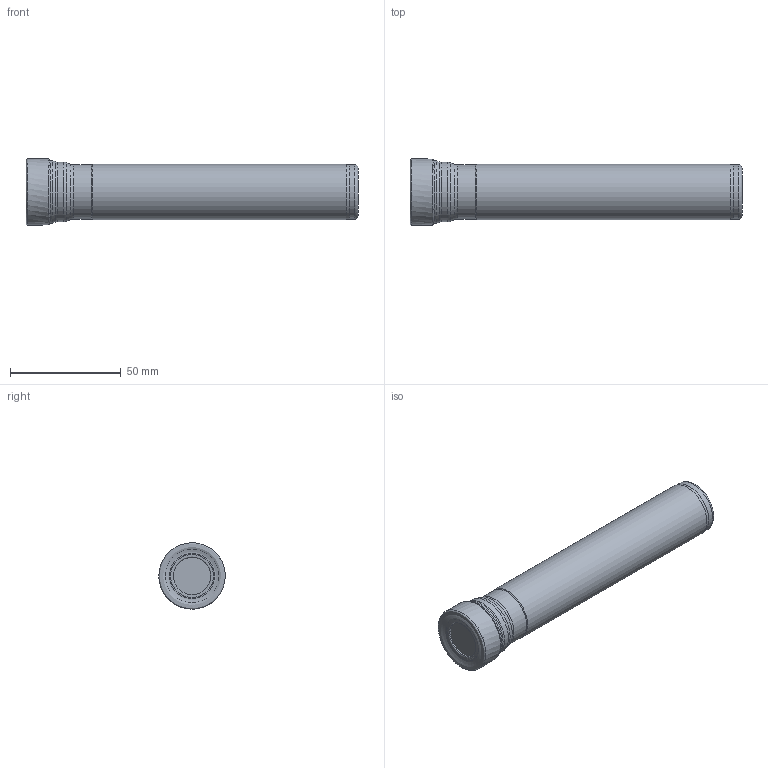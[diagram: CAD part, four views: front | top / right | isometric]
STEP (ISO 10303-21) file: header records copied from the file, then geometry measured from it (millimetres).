
FILE_DESCRIPTION(/* description */ (''),/* implementation_level */ '2;1');
FILE_NAME(/* name */ 'AEM90-R390.11-D30-W25-L150-Z04-H.stp',/* time_stamp */ '2023-10-25T21:09:27+03:00',/* author */ (''),/* organization */ (''),/* preprocessor_version */ 'ST-DEVELOPER v19.4',/* originating_system */ 'SIEMENS PLM Software NX2306.3001',/* authorisation */ '');
FILE_SCHEMA (('AUTOMOTIVE_DESIGN { 1 0 10303 214 3 1 1 1 }'));
Length unit declared in the file: millimetre
Products named in the file (1): AEM90-R390.11-D30-W25-L150-Z04-H
Bounding box: 150 x 29.95 x 29.97 mm (x, y, z)
Volume: 80267.3 mm3; surface area: 15456.7 mm2
Topology: 2 solids, 2 shells, 27 faces, 53 edges, 30 vertices
Faces by surface type: torus 8, cone 7, plane 4, cylinder 4, revolution 4
Full cylindrical faces by diameter (mm): 24.5 x2, 25 x1, 27 x1
Entity records: 793 total; most frequent: CARTESIAN_POINT 144, DIRECTION 104, EDGE_LOOP 52, ORIENTED_EDGE 52, FACE_BOUND 50, AXIS2_PLACEMENT_3D 50, ADVANCED_FACE 27, VERTEX_POINT 26
